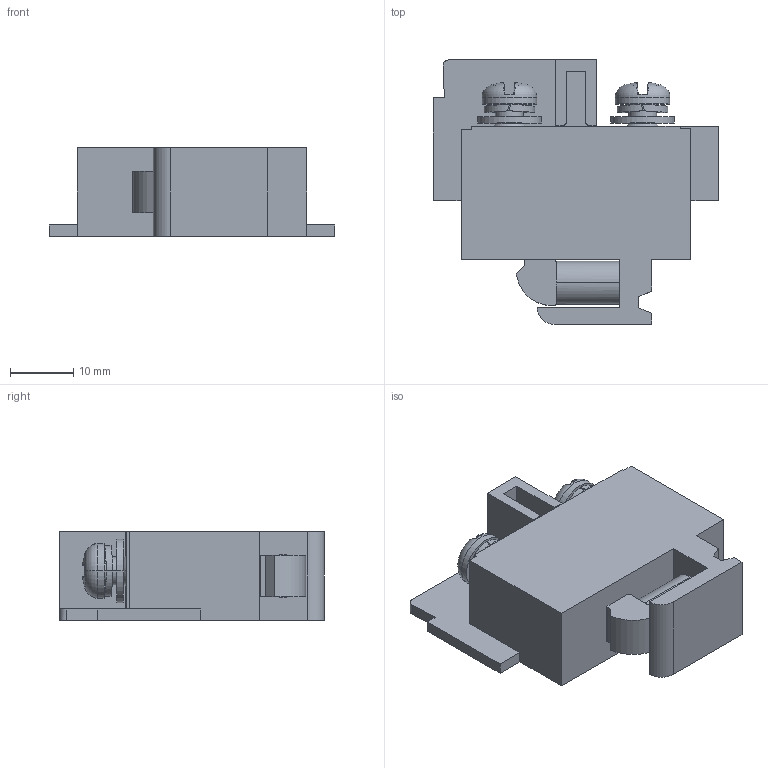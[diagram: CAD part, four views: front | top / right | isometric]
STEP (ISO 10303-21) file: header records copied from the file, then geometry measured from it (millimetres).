
FILE_DESCRIPTION((''),'2;1');
FILE_NAME('JF5-6','2023-11-07T',('dell'),(''),'PRO/ENGINEER BY PARAMETRIC TECHNOLOGY CORPORATION, 2013230','PRO/ENGINEER BY PARAMETRIC TECHNOLOGY CORPORATION, 2013230','');
FILE_SCHEMA(('AUTOMOTIVE_DESIGN { 1 0 10303 214 1 1 1 1 }'));
Length unit declared in the file: millimetre
Products named in the file (1): JF5-6
Bounding box: 45 x 41.73 x 14 mm (x, y, z)
Volume: 14028.9 mm3; surface area: 6615.9 mm2
Topology: 5 solids, 5 shells, 213 faces, 544 edges, 341 vertices
Faces by surface type: plane 79, bspline 56, cylinder 26, torus 24, cone 24, sphere 4
Entity records: 12180 total; most frequent: CARTESIAN_POINT 7321, ORIENTED_EDGE 1080, DIRECTION 879, EDGE_CURVE 540, VERTEX_POINT 341, AXIS2_PLACEMENT_3D 340, EDGE_LOOP 223, FACE_OUTER_BOUND 213
